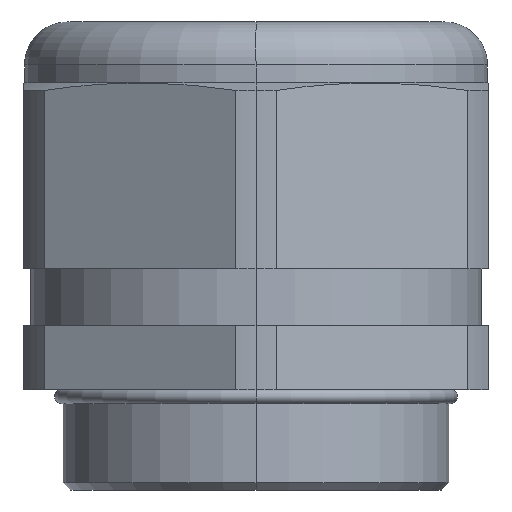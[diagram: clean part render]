
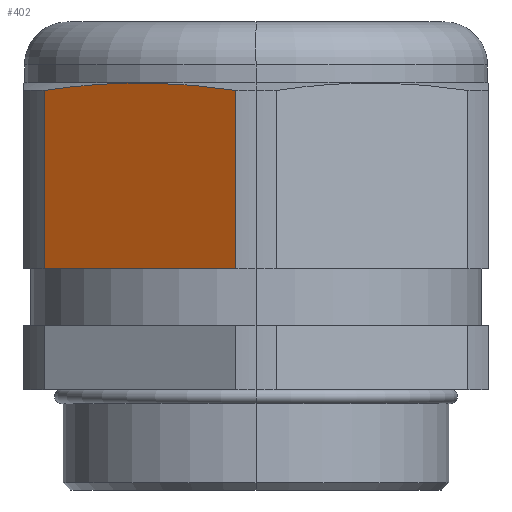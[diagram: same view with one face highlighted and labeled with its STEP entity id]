
A CAD part, left-side view. The second image highlights one B-rep face of the part: STEP entity #402.
In plain terms, the highlighted planar face has unit normal (-0.866, 0.5, 0).
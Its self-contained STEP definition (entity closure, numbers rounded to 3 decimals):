
#102 = ORIENTED_EDGE ( 'NONE', *, *, #400, .F. ) ;
#152 = EDGE_CURVE ( 'NONE', #157, #212, #757, .T. ) ;
#157 = VERTEX_POINT ( 'NONE', #756 ) ;
#212 = VERTEX_POINT ( 'NONE', #901 ) ;
#328 = ORIENTED_EDGE ( 'NONE', *, *, #460, .T. ) ;
#343 = ORIENTED_EDGE ( 'NONE', *, *, #152, .T. ) ;
#345 = ORIENTED_EDGE ( 'NONE', *, *, #468, .F. ) ;
#400 = EDGE_CURVE ( 'NONE', #157, #467, #1157, .T. ) ;
#402 = ADVANCED_FACE ( 'NONE', ( #1158 ), #1129, .F. ) ;
#460 = EDGE_CURVE ( 'NONE', #462, #467, #1187, .T. ) ;
#462 = VERTEX_POINT ( 'NONE', #1099 ) ;
#464 = EDGE_LOOP ( 'NONE', ( #102, #343, #345, #328 ) ) ;
#467 = VERTEX_POINT ( 'NONE', #1167 ) ;
#468 = EDGE_CURVE ( 'NONE', #462, #212, #1056, .T. ) ;
#756 = CARTESIAN_POINT ( 'NONE',  ( -35.888, 2.841, 55.92 ) ) ;
#757 = B_SPLINE_CURVE_WITH_KNOTS ( 'NONE', 3,
 ( #854, #853, #852, #851, #850, #849, #848, #847, #813 ),
 .UNSPECIFIED., .F., .F.,
 ( 4, 2, 1, 2, 4 ),
 ( 0.003, 0.011, 0.019, 0.027, 0.034 ),
 .UNSPECIFIED. ) ;
#813 = CARTESIAN_POINT ( 'NONE',  ( -20.404, 29.659, 55.92 ) ) ;
#847 = CARTESIAN_POINT ( 'NONE',  ( -21.694, 27.425, 56.253 ) ) ;
#848 = CARTESIAN_POINT ( 'NONE',  ( -22.985, 25.19, 56.518 ) ) ;
#849 = CARTESIAN_POINT ( 'NONE',  ( -25.565, 20.72, 56.877 ) ) ;
#850 = CARTESIAN_POINT ( 'NONE',  ( -28.146, 16.25, 57.063 ) ) ;
#851 = CARTESIAN_POINT ( 'NONE',  ( -30.726, 11.78, 56.877 ) ) ;
#852 = CARTESIAN_POINT ( 'NONE',  ( -33.307, 7.31, 56.518 ) ) ;
#853 = CARTESIAN_POINT ( 'NONE',  ( -34.597, 5.075, 56.253 ) ) ;
#854 = CARTESIAN_POINT ( 'NONE',  ( -35.888, 2.841, 55.92 ) ) ;
#901 = CARTESIAN_POINT ( 'NONE',  ( -20.404, 29.659, 55.92 ) ) ;
#1053 = DIRECTION ( 'NONE',  ( 0., 0., 1. ) ) ;
#1054 = VECTOR ( 'NONE', #1053, 1000. ) ;
#1055 = CARTESIAN_POINT ( 'NONE',  ( -20.404, 29.659, 65.5 ) ) ;
#1056 = LINE ( 'NONE', #1055, #1054 ) ;
#1063 = DIRECTION ( 'NONE',  ( -0.5, -0.866, 0. ) ) ;
#1064 = DIRECTION ( 'NONE',  ( 0.866, -0.5, 0. ) ) ;
#1099 = CARTESIAN_POINT ( 'NONE',  ( -20.404, 29.659, 31. ) ) ;
#1123 = AXIS2_PLACEMENT_3D ( 'NONE', #1198, #1064, #1124 ) ;
#1124 = DIRECTION ( 'NONE',  ( 0.5, 0.866, 0. ) ) ;
#1129 = PLANE ( 'NONE',  #1123 ) ;
#1130 = DIRECTION ( 'NONE',  ( 0., 0., -1. ) ) ;
#1155 = VECTOR ( 'NONE', #1130, 1000. ) ;
#1156 = CARTESIAN_POINT ( 'NONE',  ( -35.888, 2.841, 65.5 ) ) ;
#1157 = LINE ( 'NONE', #1156, #1155 ) ;
#1158 = FACE_OUTER_BOUND ( 'NONE', #464, .T. ) ;
#1167 = CARTESIAN_POINT ( 'NONE',  ( -35.888, 2.841, 31. ) ) ;
#1185 = VECTOR ( 'NONE', #1063, 1000. ) ;
#1186 = CARTESIAN_POINT ( 'NONE',  ( -18.764, 32.5, 31. ) ) ;
#1187 = LINE ( 'NONE', #1186, #1185 ) ;
#1198 = CARTESIAN_POINT ( 'NONE',  ( -18.764, 32.5, 54. ) ) ;
